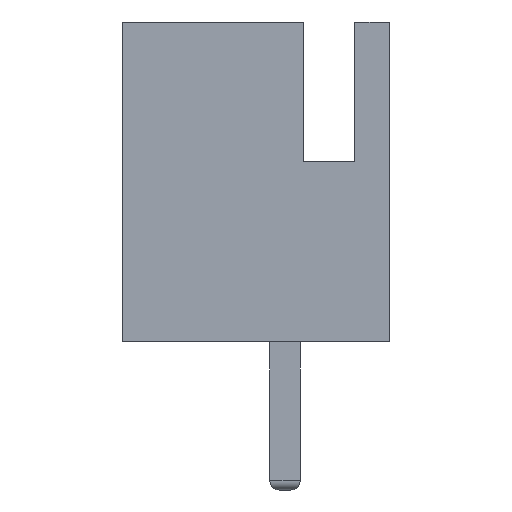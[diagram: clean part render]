
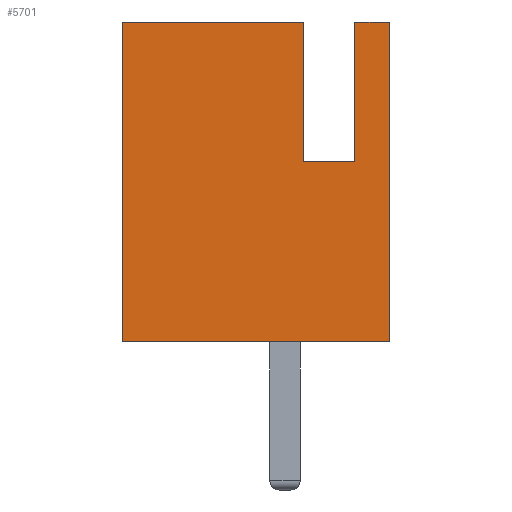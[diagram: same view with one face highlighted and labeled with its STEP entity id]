
A CAD part, left-side view. The second image highlights one B-rep face of the part: STEP entity #5701.
In plain terms, the highlighted planar face has unit normal (-1, 0, 0).
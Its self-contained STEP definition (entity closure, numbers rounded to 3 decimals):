
#4 = VERTEX_POINT ( 'NONE', #2154 ) ;
#63 = ORIENTED_EDGE ( 'NONE', *, *, #7084, .F. ) ;
#91 = CARTESIAN_POINT ( 'NONE',  ( -7.48, -2.875, 6.88 ) ) ;
#268 = LINE ( 'NONE', #6673, #7381 ) ;
#445 = VERTEX_POINT ( 'NONE', #2981 ) ;
#476 = EDGE_CURVE ( 'NONE', #2464, #4344, #1898, .T. ) ;
#613 = CARTESIAN_POINT ( 'NONE',  ( -7.48, 2.875, 0. ) ) ;
#860 = CARTESIAN_POINT ( 'NONE',  ( -7.48, -1.025, 3.88 ) ) ;
#898 = DIRECTION ( 'NONE',  ( 0., -1., 0. ) ) ;
#998 = ORIENTED_EDGE ( 'NONE', *, *, #3687, .F. ) ;
#1392 = VECTOR ( 'NONE', #898, 1000. ) ;
#1526 = VECTOR ( 'NONE', #3419, 1000. ) ;
#1885 = CARTESIAN_POINT ( 'NONE',  ( -7.48, 2.875, 6.88 ) ) ;
#1898 = LINE ( 'NONE', #4174, #2760 ) ;
#1971 = CARTESIAN_POINT ( 'NONE',  ( -7.48, -2.125, 6.88 ) ) ;
#2058 = CARTESIAN_POINT ( 'NONE',  ( -7.48, 2.875, 6.88 ) ) ;
#2154 = CARTESIAN_POINT ( 'NONE',  ( -7.48, -1.025, 3.88 ) ) ;
#2327 = VECTOR ( 'NONE', #3521, 1000. ) ;
#2340 = DIRECTION ( 'NONE',  ( 0., -1., 0. ) ) ;
#2440 = VECTOR ( 'NONE', #2340, 1000. ) ;
#2464 = VERTEX_POINT ( 'NONE', #7419 ) ;
#2498 = DIRECTION ( 'NONE',  ( 0., 0., -1. ) ) ;
#2536 = FACE_OUTER_BOUND ( 'NONE', #6728, .T. ) ;
#2541 = LINE ( 'NONE', #860, #1392 ) ;
#2604 = LINE ( 'NONE', #4207, #5936 ) ;
#2623 = CARTESIAN_POINT ( 'NONE',  ( -7.48, 2.875, 0. ) ) ;
#2627 = CARTESIAN_POINT ( 'NONE',  ( -7.48, -2.125, 3.88 ) ) ;
#2684 = DIRECTION ( 'NONE',  ( 0., 0., 1. ) ) ;
#2760 = VECTOR ( 'NONE', #2498, 1000. ) ;
#2816 = EDGE_CURVE ( 'NONE', #4344, #3967, #5759, .T. ) ;
#2825 = ORIENTED_EDGE ( 'NONE', *, *, #2816, .T. ) ;
#2889 = CARTESIAN_POINT ( 'NONE',  ( -7.48, -2.875, 0. ) ) ;
#2981 = CARTESIAN_POINT ( 'NONE',  ( -7.48, -2.125, 6.88 ) ) ;
#3419 = DIRECTION ( 'NONE',  ( 0., 0., -1. ) ) ;
#3454 = LINE ( 'NONE', #6222, #1526 ) ;
#3521 = DIRECTION ( 'NONE',  ( 0., -1., 0. ) ) ;
#3539 = ORIENTED_EDGE ( 'NONE', *, *, #4645, .F. ) ;
#3687 = EDGE_CURVE ( 'NONE', #445, #6281, #2604, .T. ) ;
#3967 = VERTEX_POINT ( 'NONE', #2889 ) ;
#4174 = CARTESIAN_POINT ( 'NONE',  ( -7.48, 2.875, 6.88 ) ) ;
#4207 = CARTESIAN_POINT ( 'NONE',  ( -7.48, 2.875, 6.88 ) ) ;
#4299 = LINE ( 'NONE', #1971, #5208 ) ;
#4344 = VERTEX_POINT ( 'NONE', #2623 ) ;
#4496 = ORIENTED_EDGE ( 'NONE', *, *, #6721, .F. ) ;
#4645 = EDGE_CURVE ( 'NONE', #6757, #445, #4299, .T. ) ;
#4734 = ORIENTED_EDGE ( 'NONE', *, *, #5154, .F. ) ;
#4897 = DIRECTION ( 'NONE',  ( 0., -1., 0. ) ) ;
#5154 = EDGE_CURVE ( 'NONE', #2464, #7019, #6361, .T. ) ;
#5208 = VECTOR ( 'NONE', #2684, 1000. ) ;
#5494 = DIRECTION ( 'NONE',  ( 0., 0., -1. ) ) ;
#5550 = DIRECTION ( 'NONE',  ( 1., 0., 0. ) ) ;
#5701 = ADVANCED_FACE ( 'NONE', ( #2536 ), #6705, .F. ) ;
#5759 = LINE ( 'NONE', #613, #2440 ) ;
#5936 = VECTOR ( 'NONE', #4897, 1000. ) ;
#6222 = CARTESIAN_POINT ( 'NONE',  ( -7.48, -1.025, 6.88 ) ) ;
#6281 = VERTEX_POINT ( 'NONE', #91 ) ;
#6361 = LINE ( 'NONE', #1885, #2327 ) ;
#6366 = ORIENTED_EDGE ( 'NONE', *, *, #476, .T. ) ;
#6589 = DIRECTION ( 'NONE',  ( 0., 1., 0. ) ) ;
#6673 = CARTESIAN_POINT ( 'NONE',  ( -7.48, -2.875, 6.88 ) ) ;
#6705 = PLANE ( 'NONE',  #7017 ) ;
#6707 = ORIENTED_EDGE ( 'NONE', *, *, #6791, .F. ) ;
#6721 = EDGE_CURVE ( 'NONE', #6281, #3967, #268, .T. ) ;
#6728 = EDGE_LOOP ( 'NONE', ( #6707, #63, #4734, #6366, #2825, #4496, #998, #3539 ) ) ;
#6757 = VERTEX_POINT ( 'NONE', #2627 ) ;
#6791 = EDGE_CURVE ( 'NONE', #4, #6757, #2541, .T. ) ;
#6866 = CARTESIAN_POINT ( 'NONE',  ( -7.48, -1.025, 6.88 ) ) ;
#7017 = AXIS2_PLACEMENT_3D ( 'NONE', #2058, #5550, #6589 ) ;
#7019 = VERTEX_POINT ( 'NONE', #6866 ) ;
#7084 = EDGE_CURVE ( 'NONE', #7019, #4, #3454, .T. ) ;
#7381 = VECTOR ( 'NONE', #5494, 1000. ) ;
#7419 = CARTESIAN_POINT ( 'NONE',  ( -7.48, 2.875, 6.88 ) ) ;
